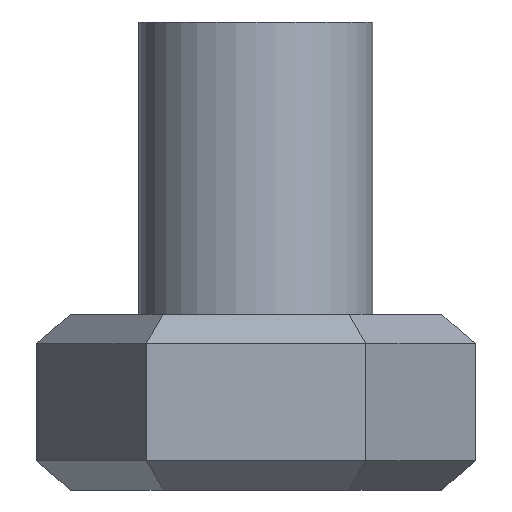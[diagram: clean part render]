
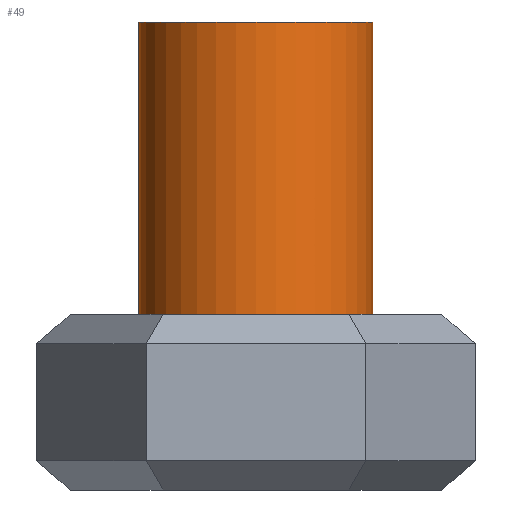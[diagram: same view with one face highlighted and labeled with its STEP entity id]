
A CAD part, left-side view. The second image highlights one B-rep face of the part: STEP entity #49.
In plain terms, the highlighted cylindrical face has radius 4 mm (diameter 8 mm), a full revolution.
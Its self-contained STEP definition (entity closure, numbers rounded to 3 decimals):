
#49=ADVANCED_FACE('',(#79,#81),#83,.T.);
#79=FACE_OUTER_BOUND('',#80,.T.);
#80=EDGE_LOOP('',(#235));
#81=FACE_OUTER_BOUND('',#82,.T.);
#82=EDGE_LOOP('',(#236));
#83=CYLINDRICAL_SURFACE('',#84,4.);
#84=AXIS2_PLACEMENT_3D('',#85,#86,#87);
#85=CARTESIAN_POINT('',(0.,0.,6.));
#86=DIRECTION('',(0.,0.,1.));
#87=DIRECTION('',(-1.,0.,0.));
#235=ORIENTED_EDGE('',*,*,#323,.F.);
#236=ORIENTED_EDGE('',*,*,#322,.T.);
#322=EDGE_CURVE('',#372,#372,#373,.T.);
#323=EDGE_CURVE('',#374,#374,#375,.T.);
#372=VERTEX_POINT('',#454);
#373=CIRCLE('',#455,4.);
#374=VERTEX_POINT('',#459);
#375=CIRCLE('',#460,4.);
#454=CARTESIAN_POINT('',(-4.,0.,6.));
#455=AXIS2_PLACEMENT_3D('',#456,#457,#458);
#456=CARTESIAN_POINT('',(0.,0.,6.));
#457=DIRECTION('',(0.,0.,1.));
#458=DIRECTION('',(-1.,0.,0.));
#459=CARTESIAN_POINT('',(-4.,0.,16.));
#460=AXIS2_PLACEMENT_3D('',#461,#462,#463);
#461=CARTESIAN_POINT('',(0.,0.,16.));
#462=DIRECTION('',(0.,0.,1.));
#463=DIRECTION('',(-1.,0.,0.));
